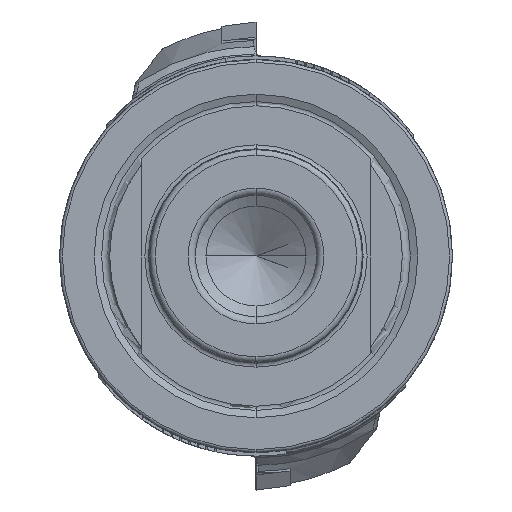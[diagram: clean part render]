
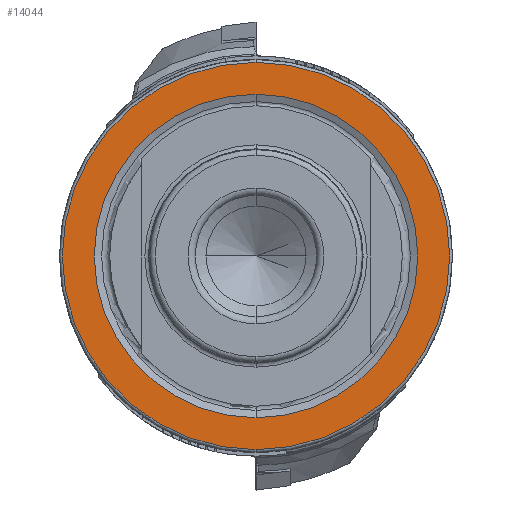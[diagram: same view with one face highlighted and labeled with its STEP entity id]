
A CAD part, left-side view. The second image highlights one B-rep face of the part: STEP entity #14044.
In plain terms, the highlighted planar face has unit normal (-1, 0, 0).
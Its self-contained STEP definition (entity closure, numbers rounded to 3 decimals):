
#82 = AXIS2_PLACEMENT_3D ( 'NONE', #18261, #6982, #20144 ) ;
#521 = ORIENTED_EDGE ( 'NONE', *, *, #3520, .F. ) ;
#783 = ORIENTED_EDGE ( 'NONE', *, *, #1267, .F. ) ;
#1053 = CARTESIAN_POINT ( 'NONE',  ( 30., 0., 0. ) ) ;
#1142 = EDGE_LOOP ( 'NONE', ( #7675, #11203 ) ) ;
#1267 = EDGE_CURVE ( 'NONE', #23474, #2982, #3576, .T. ) ;
#2962 = DIRECTION ( 'NONE',  ( 0., 0., 1. ) ) ;
#2982 = VERTEX_POINT ( 'NONE', #15339 ) ;
#3310 = PLANE ( 'NONE',  #7068 ) ;
#3327 = FACE_OUTER_BOUND ( 'NONE', #1142, .T. ) ;
#3371 = CARTESIAN_POINT ( 'NONE',  ( 30., 0., -27.1 ) ) ;
#3520 = EDGE_CURVE ( 'NONE', #2982, #23474, #17578, .T. ) ;
#3576 = CIRCLE ( 'NONE', #21067, 22.632 ) ;
#3615 = DIRECTION ( 'NONE',  ( -1., 0., 0. ) ) ;
#4013 = AXIS2_PLACEMENT_3D ( 'NONE', #8954, #22114, #10845 ) ;
#6914 = CIRCLE ( 'NONE', #4013, 27.1 ) ;
#6982 = DIRECTION ( 'NONE',  ( -1., 0., 0. ) ) ;
#7068 = AXIS2_PLACEMENT_3D ( 'NONE', #9000, #22164, #10893 ) ;
#7407 = VERTEX_POINT ( 'NONE', #10400 ) ;
#7675 = ORIENTED_EDGE ( 'NONE', *, *, #12557, .T. ) ;
#8100 = VERTEX_POINT ( 'NONE', #3371 ) ;
#8954 = CARTESIAN_POINT ( 'NONE',  ( 30., 0., 0. ) ) ;
#9000 = CARTESIAN_POINT ( 'NONE',  ( 30., 0., 22.632 ) ) ;
#10400 = CARTESIAN_POINT ( 'NONE',  ( 30., 0., 27.1 ) ) ;
#10818 = CARTESIAN_POINT ( 'NONE',  ( 30., 0., -22.632 ) ) ;
#10845 = DIRECTION ( 'NONE',  ( 0., 0., 1. ) ) ;
#10893 = DIRECTION ( 'NONE',  ( 0., 0., -1. ) ) ;
#11195 = EDGE_LOOP ( 'NONE', ( #521, #783 ) ) ;
#11203 = ORIENTED_EDGE ( 'NONE', *, *, #13013, .T. ) ;
#12557 = EDGE_CURVE ( 'NONE', #7407, #8100, #6914, .T. ) ;
#13013 = EDGE_CURVE ( 'NONE', #8100, #7407, #21893, .T. ) ;
#14044 = ADVANCED_FACE ( 'NONE', ( #22751, #3327 ), #3310, .F. ) ;
#14229 = DIRECTION ( 'NONE',  ( -1., 0., 0. ) ) ;
#14886 = CARTESIAN_POINT ( 'NONE',  ( 30., 0., 0. ) ) ;
#15339 = CARTESIAN_POINT ( 'NONE',  ( 30., 0., 22.632 ) ) ;
#16782 = DIRECTION ( 'NONE',  ( 0., 0., 1. ) ) ;
#17578 = CIRCLE ( 'NONE', #18370, 22.632 ) ;
#18261 = CARTESIAN_POINT ( 'NONE',  ( 30., 0., 0. ) ) ;
#18370 = AXIS2_PLACEMENT_3D ( 'NONE', #14886, #3615, #16782 ) ;
#20144 = DIRECTION ( 'NONE',  ( 0., 0., 1. ) ) ;
#21067 = AXIS2_PLACEMENT_3D ( 'NONE', #1053, #14229, #2962 ) ;
#21893 = CIRCLE ( 'NONE', #82, 27.1 ) ;
#22114 = DIRECTION ( 'NONE',  ( -1., 0., 0. ) ) ;
#22164 = DIRECTION ( 'NONE',  ( 1., 0., 0. ) ) ;
#22751 = FACE_BOUND ( 'NONE', #11195, .T. ) ;
#23474 = VERTEX_POINT ( 'NONE', #10818 ) ;
